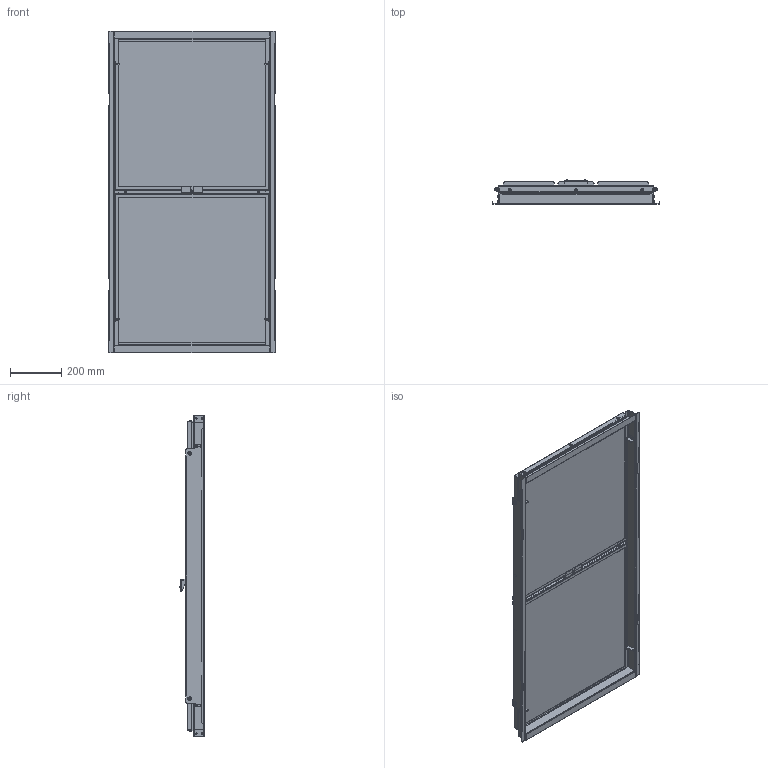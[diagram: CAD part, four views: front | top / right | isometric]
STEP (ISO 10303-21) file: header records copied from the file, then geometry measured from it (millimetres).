
FILE_DESCRIPTION (( 'STEP AP203' ), '1' );
FILE_NAME ('ITK DATAROW Ìîäóëü êðûøè 2 ñåêö. àâò. 750x1200 ñåð..STEP', '2024-12-11T11:04:32', ( '' ), ( '' ), 'SwSTEP 2.0', 'SolidWorks 2022', '' );
FILE_SCHEMA (( 'CONFIG_CONTROL_DESIGN' ));
Length unit declared in the file: millimetre
Products named in the file (26): АГИЕ 282.04.01.002_-01; Болт DIN 933_M 8 x 20; Гайка DIN 934_М 3; АГИЕ 282.04.02.002_-01; АГИЕ 282.04.02.004; Шайба ГОСТ 11371_ф 3; Заклёпка резьбовая умен бортик_M4 (вытянутая на 1,4 мм); АГИЕ 282.04.02.003_-01; АГИЕ 282.04.01.004; АГИЕ 282.04.01.100СБ; Винт полусфера с прессшайбой DIN 967_М5х12; Заклёпка резьбовая_Заклёпка резьбовая М8; АГИЕ 282.04.02.000СБ_-03; АГИЕ 282.04.01.001; Копия Резьбовая заклепка потай^АГИЕ 282.04.02.200СБ_М6; АГИЕ 282.04.02.200СБ; АГИЕ 282.04.02.000СБ_-02; Заклёпка резьбовая М5 уменьшенный бортик_Заклепка резьбовая М5 (s=1.2); ITK DATAROW Модуль крыши 2 секц. авт. 750x1200 сер.; АГИЕ 282.04.02.100СБ_-01; АГИЕ 282.04.02.001_-01; АГИЕ 282.04.01.000СБ_-01; АГИЕ 282.04.01.200СБ_-01; Лента уплотнительная самоклеющая УПСГ 2х15 мм_-07; АГИЕ 282.04.01.003_-01; Винт полусфера с прессшайбой DIN 967_M3х6
Assembly tree (82 placements, depth 4):
  ITK DATAROW Модуль крыши 2 секц. авт. 750x1200 сер.
    АГИЕ 282.04.01.000СБ_-01
      АГИЕ 282.04.01.200СБ_-01
        АГИЕ 282.04.01.003_-01
        Заклёпка резьбовая умен бортик_M4 (вытянутая на 1,4 мм)  x2
      АГИЕ 282.04.01.100СБ  x2
        АГИЕ 282.04.01.001
        Заклёпка резьбовая_Заклёпка резьбовая М8
      АГИЕ 282.04.01.002_-01  x2
    АГИЕ 282.04.02.000СБ_-02
      АГИЕ 282.04.02.001_-01
      АГИЕ 282.04.02.003_-01
      Винт полусфера с прессшайбой DIN 967_М5х12  x6
      АГИЕ 282.04.02.100СБ_-01
        АГИЕ 282.04.02.002_-01
        Заклёпка резьбовая М5 уменьшенный бортик_Заклепка резьбовая М5 (s=1.2)  x8
    АГИЕ 282.04.02.000СБ_-03
      АГИЕ 282.04.02.001_-01
      АГИЕ 282.04.02.003_-01
      Винт полусфера с прессшайбой DIN 967_М5х12  x8
      АГИЕ 282.04.02.200СБ
        АГИЕ 282.04.02.004
        Копия Резьбовая заклепка потай^АГИЕ 282.04.02.200СБ_М6
      АГИЕ 282.04.02.100СБ_-01
        АГИЕ 282.04.02.002_-01
        Заклёпка резьбовая М5 уменьшенный бортик_Заклепка резьбовая М5 (s=1.2)  x8
    Болт DIN 933_M 8 x 20  x4
    Винт полусфера с прессшайбой DIN 967_M3х6  x8
    Гайка DIN 934_М 3  x8
    Шайба ГОСТ 11371_ф 3  x8
    АГИЕ 282.04.01.004  x4
    Лента уплотнительная самоклеющая УПСГ 2х15 мм_-07  x4
Bounding box: 649 x 99.5 x 1250 mm (x, y, z)
Volume: 3791362.5 mm3; surface area: 2998103.8 mm2
Topology: 85 solids, 85 shells, 2673 faces, 6420 edges, 3970 vertices
Faces by surface type: plane 1314, cylinder 667, cone 438, torus 168, sphere 44, bspline 42
Entity records: 27331 total; most frequent: CARTESIAN_POINT 5145, DIRECTION 3907, ORIENTED_EDGE 3564, EDGE_CURVE 1782, AXIS2_PLACEMENT_3D 1447, VERTEX_POINT 1083, LINE 1013, VECTOR 1013
